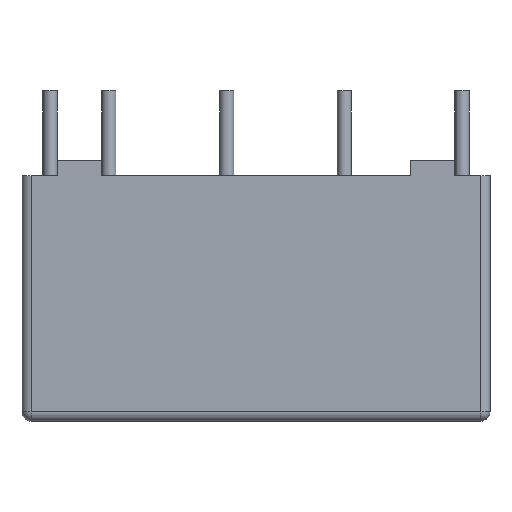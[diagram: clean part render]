
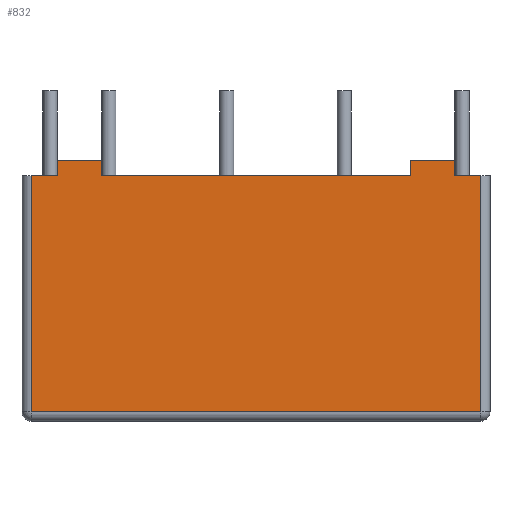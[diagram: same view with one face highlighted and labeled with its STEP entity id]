
A CAD part, front view. The second image highlights one B-rep face of the part: STEP entity #832.
In plain terms, the highlighted planar face has unit normal (0, -1, 0).
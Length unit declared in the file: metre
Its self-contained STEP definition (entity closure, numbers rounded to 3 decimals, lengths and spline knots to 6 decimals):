
#16=LINE('',#1479,#84);
#20=LINE('',#1487,#88);
#24=LINE('',#1495,#92);
#34=LINE('',#1519,#102);
#35=LINE('',#1521,#103);
#36=LINE('',#1523,#104);
#37=LINE('',#1524,#105);
#38=LINE('',#1526,#106);
#39=LINE('',#1528,#107);
#40=LINE('',#1529,#108);
#41=LINE('',#1531,#109);
#42=LINE('',#1533,#110);
#84=VECTOR('',#1228,1.);
#88=VECTOR('',#1232,1.);
#92=VECTOR('',#1236,1.);
#102=VECTOR('',#1252,1.);
#103=VECTOR('',#1253,1.);
#104=VECTOR('',#1254,1.);
#105=VECTOR('',#1255,1.);
#106=VECTOR('',#1256,1.);
#107=VECTOR('',#1257,1.);
#108=VECTOR('',#1258,1.);
#109=VECTOR('',#1259,1.);
#110=VECTOR('',#1260,1.);
#255=ORIENTED_EDGE('',*,*,#423,.F.);
#256=ORIENTED_EDGE('',*,*,#443,.T.);
#257=ORIENTED_EDGE('',*,*,#444,.T.);
#258=ORIENTED_EDGE('',*,*,#445,.T.);
#259=ORIENTED_EDGE('',*,*,#431,.F.);
#260=ORIENTED_EDGE('',*,*,#446,.T.);
#261=ORIENTED_EDGE('',*,*,#447,.F.);
#262=ORIENTED_EDGE('',*,*,#448,.F.);
#263=ORIENTED_EDGE('',*,*,#427,.F.);
#264=ORIENTED_EDGE('',*,*,#449,.T.);
#265=ORIENTED_EDGE('',*,*,#450,.F.);
#266=ORIENTED_EDGE('',*,*,#451,.F.);
#423=EDGE_CURVE('',#527,#528,#16,.T.);
#427=EDGE_CURVE('',#531,#532,#20,.T.);
#431=EDGE_CURVE('',#535,#536,#24,.T.);
#443=EDGE_CURVE('',#527,#547,#34,.F.);
#444=EDGE_CURVE('',#547,#548,#35,.T.);
#445=EDGE_CURVE('',#548,#536,#36,.T.);
#446=EDGE_CURVE('',#535,#549,#37,.T.);
#447=EDGE_CURVE('',#550,#549,#38,.T.);
#448=EDGE_CURVE('',#532,#550,#39,.T.);
#449=EDGE_CURVE('',#531,#551,#40,.T.);
#450=EDGE_CURVE('',#552,#551,#41,.T.);
#451=EDGE_CURVE('',#528,#552,#42,.T.);
#527=VERTEX_POINT('',#1478);
#528=VERTEX_POINT('',#1480);
#531=VERTEX_POINT('',#1486);
#532=VERTEX_POINT('',#1488);
#535=VERTEX_POINT('',#1494);
#536=VERTEX_POINT('',#1496);
#547=VERTEX_POINT('',#1520);
#548=VERTEX_POINT('',#1522);
#549=VERTEX_POINT('',#1525);
#550=VERTEX_POINT('',#1527);
#551=VERTEX_POINT('',#1530);
#552=VERTEX_POINT('',#1532);
#652=EDGE_LOOP('',(#255,#256,#257,#258,#259,#260,#261,#262,#263,#264,#265,
#266));
#726=FACE_BOUND('',#652,.T.);
#780=PLANE('',#1053);
#832=ADVANCED_FACE('',(#726),#780,.T.);
#1053=AXIS2_PLACEMENT_3D('',#1518,#1250,#1251);
#1228=DIRECTION('',(1.,0.,0.));
#1232=DIRECTION('',(1.,0.,0.));
#1236=DIRECTION('',(1.,0.,0.));
#1250=DIRECTION('',(0.,-1.,0.));
#1251=DIRECTION('',(0.,0.,-1.));
#1252=DIRECTION('',(0.,0.,1.));
#1253=DIRECTION('',(1.,0.,0.));
#1254=DIRECTION('',(0.,0.,1.));
#1255=DIRECTION('',(0.,0.,1.));
#1256=DIRECTION('',(1.,0.,0.));
#1257=DIRECTION('',(0.,0.,1.));
#1258=DIRECTION('',(0.,0.,1.));
#1259=DIRECTION('',(1.,0.,0.));
#1260=DIRECTION('',(0.,0.,1.));
#1478=CARTESIAN_POINT('',(0.0004,0.,-0.00066));
#1479=CARTESIAN_POINT('',(0.000758,0.,-0.00066));
#1480=CARTESIAN_POINT('',(0.001515,0.,-0.00066));
#1486=CARTESIAN_POINT('',(0.003445,0.,-0.00066));
#1487=CARTESIAN_POINT('',(0.000758,0.,-0.00066));
#1488=CARTESIAN_POINT('',(0.016755,0.,-0.00066));
#1494=CARTESIAN_POINT('',(0.018685,0.,-0.00066));
#1495=CARTESIAN_POINT('',(0.000758,0.,-0.00066));
#1496=CARTESIAN_POINT('',(0.0198,0.,-0.00066));
#1518=CARTESIAN_POINT('',(0.000758,0.,-0.01126));
#1519=CARTESIAN_POINT('',(0.0004,0.,-0.01126));
#1520=CARTESIAN_POINT('',(0.0004,0.,-0.01086));
#1521=CARTESIAN_POINT('',(0.0202,0.,-0.01086));
#1522=CARTESIAN_POINT('',(0.0198,0.,-0.01086));
#1523=CARTESIAN_POINT('',(0.0198,0.,-0.01126));
#1524=CARTESIAN_POINT('',(0.018685,0.,-0.000662));
#1525=CARTESIAN_POINT('',(0.018685,0.,0.));
#1526=CARTESIAN_POINT('',(0.01772,0.,0.));
#1527=CARTESIAN_POINT('',(0.016755,0.,0.));
#1528=CARTESIAN_POINT('',(0.016755,0.,-0.000662));
#1529=CARTESIAN_POINT('',(0.003445,0.,-0.000662));
#1530=CARTESIAN_POINT('',(0.003445,0.,0.));
#1531=CARTESIAN_POINT('',(0.00248,0.,0.));
#1532=CARTESIAN_POINT('',(0.001515,0.,0.));
#1533=CARTESIAN_POINT('',(0.001515,0.,-0.000662));
